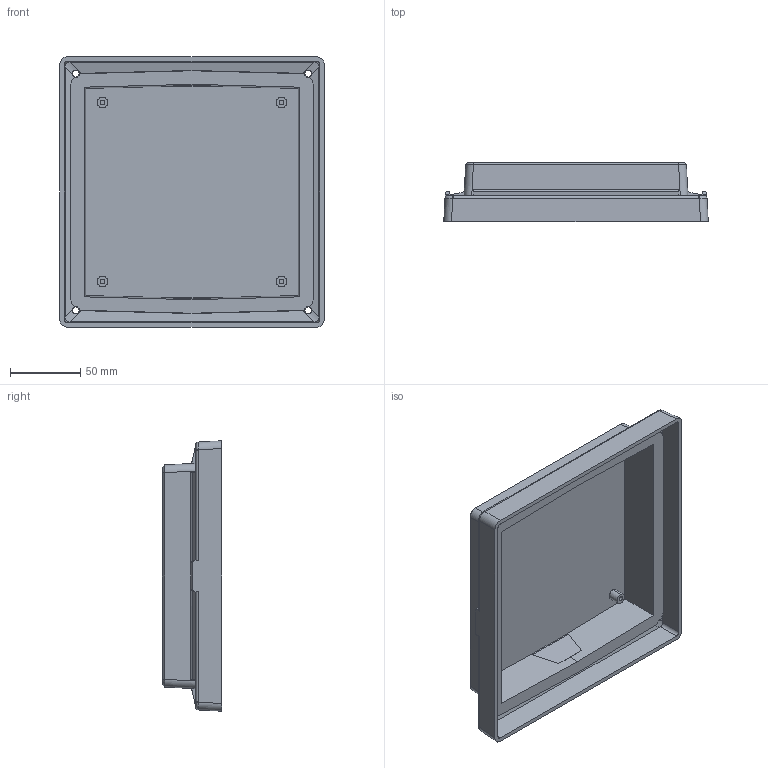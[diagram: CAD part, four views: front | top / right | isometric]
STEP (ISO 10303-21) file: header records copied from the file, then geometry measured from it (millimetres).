
FILE_DESCRIPTION (( 'STEP AP214' ), '1' );
FILE_NAME ('6x6_screw_cover.STEP', '2014-01-16T08:40:31', ( 'KennethW' ), ( 'Microsoft' ), 'SwSTEP 2.0', 'SolidWorks 2013', '' );
FILE_SCHEMA (( 'AUTOMOTIVE_DESIGN' ));
Length unit declared in the file: millimetre
Products named in the file (1): 6x6_screw_cover
Bounding box: 187.64 x 42 x 191.84 mm (x, y, z)
Volume: 228574.3 mm3; surface area: 128432.5 mm2
Topology: 1 solids, 1 shells, 176 faces, 488 edges, 320 vertices
Faces by surface type: plane 78, cylinder 50, cone 20, bspline 20, torus 8
Entity records: 6386 total; most frequent: CARTESIAN_POINT 2162, ORIENTED_EDGE 976, DIRECTION 772, EDGE_CURVE 488, VERTEX_POINT 320, AXIS2_PLACEMENT_3D 264, LINE 244, VECTOR 244
